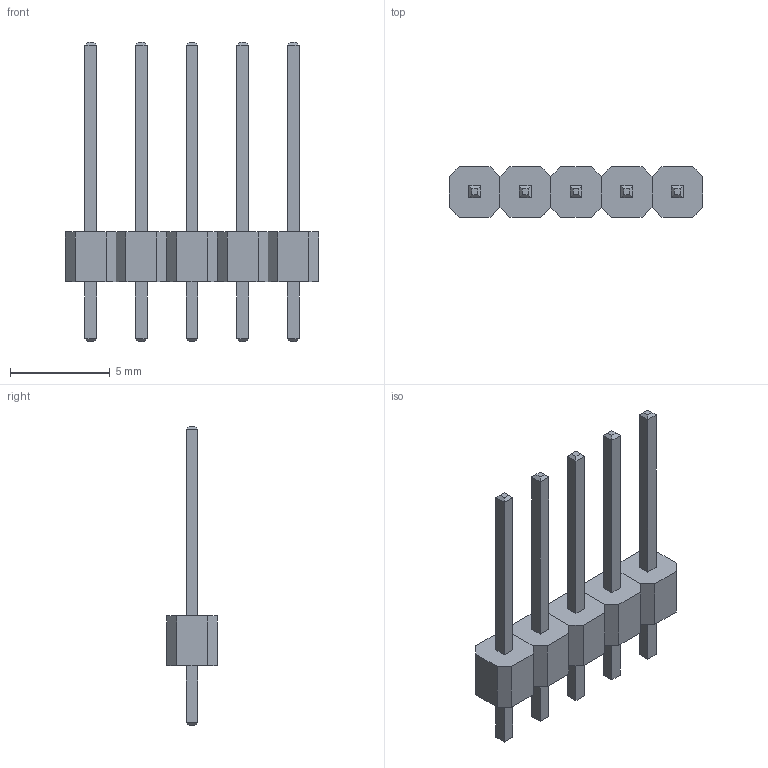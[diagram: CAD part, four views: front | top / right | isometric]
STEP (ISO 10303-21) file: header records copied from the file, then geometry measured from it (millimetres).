
FILE_DESCRIPTION(/* description */ (''),/* implementation_level */ '2;1');
FILE_NAME(/* name */ 'header100-5 v2 v1.step',/* time_stamp */ '2018-05-31T22:49:58-05:00',/* author */ (''),/* organization */ (''),/* preprocessor_version */ 'ST-DEVELOPER v17',/* originating_system */ 'Autodesk Translation Framework v7.1.0.215',/* authorisation */ '');
FILE_SCHEMA (('AUTOMOTIVE_DESIGN { 1 0 10303 214 3 1 1 }'));
Length unit declared in the file: millimetre
Products named in the file (1): header100-5 v2
Bounding box: 12.7 x 2.54 x 15 mm (x, y, z)
Volume: 96.7 mm3; surface area: 319.4 mm2
Topology: 5 solids, 5 shells, 140 faces, 320 edges, 200 vertices
Faces by surface type: plane 140
Entity records: 3833 total; most frequent: CARTESIAN_POINT 661, ORIENTED_EDGE 640, DIRECTION 602, LINE 320, VECTOR 320, EDGE_CURVE 320, VERTEX_POINT 200, EDGE_LOOP 150
